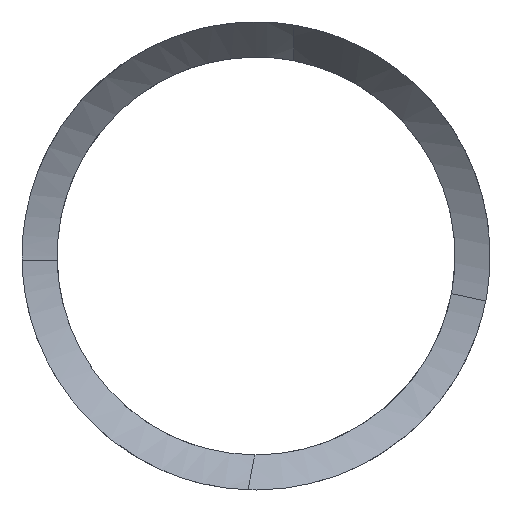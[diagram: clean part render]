
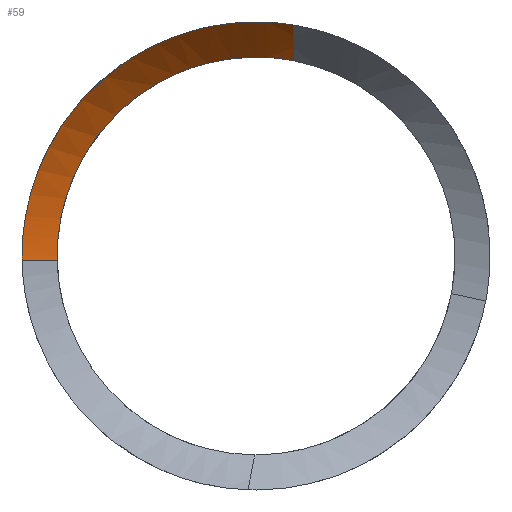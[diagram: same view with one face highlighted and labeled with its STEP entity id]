
A CAD part, front view. The second image highlights one B-rep face of the part: STEP entity #59.
In plain terms, the highlighted face is a extrusion surface.
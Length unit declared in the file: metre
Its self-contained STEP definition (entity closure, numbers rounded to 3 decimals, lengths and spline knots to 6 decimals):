
#59=ADVANCED_FACE('0:58',(#112),#113,.T.);
#112=FACE_OUTER_BOUND('',#161,.T.);
#113=SURFACE_OF_LINEAR_EXTRUSION('',#162,#163);
#161=EDGE_LOOP('',(#290,#291,#292,#293,#294,#295,#296,#297));
#162=CIRCLE('',#298,0.0125);
#163=VECTOR('',#299,1.0);
#290=ORIENTED_EDGE('',*,*,#352,.F.);
#291=ORIENTED_EDGE('',*,*,#351,.F.);
#292=ORIENTED_EDGE('',*,*,#305,.F.);
#293=ORIENTED_EDGE('',*,*,#337,.T.);
#294=ORIENTED_EDGE('',*,*,#349,.T.);
#295=ORIENTED_EDGE('',*,*,#319,.T.);
#296=ORIENTED_EDGE('',*,*,#318,.T.);
#297=ORIENTED_EDGE('',*,*,#355,.F.);
#298=AXIS2_PLACEMENT_3D('',#360,#361,#362);
#299=DIRECTION('',(-1.,0.0,-0.019));
#305=EDGE_CURVE('0:127',#370,#372,#373,.T.);
#318=EDGE_CURVE('0:121',#397,#395,#398,.T.);
#319=EDGE_CURVE('',#383,#397,#399,.T.);
#337=EDGE_CURVE('0:103',#370,#421,#423,.T.);
#349=EDGE_CURVE('0:124',#421,#383,#430,.T.);
#351=EDGE_CURVE('',#372,#432,#433,.T.);
#352=EDGE_CURVE('0:130',#432,#434,#435,.T.);
#355=EDGE_CURVE('0:136',#434,#395,#438,.T.);
#360=CARTESIAN_POINT('',(8.133195,-0.237,0.180446));
#361=DIRECTION('',(0.992,-0.084,-0.097));
#362=DIRECTION('',(0.128,0.646,0.752));
#370=VERTEX_POINT('',#463);
#372=VERTEX_POINT('',#474);
#373=B_SPLINE_CURVE_WITH_KNOTS('',3,(#475,#476,#477,#478,#479,#480,#481,#482,#483,#484,#485,#486,#487,#488,#489,#490,#491,#492,#493),.UNSPECIFIED.,.F.,.F.,(4,3,3,3,3,3,4),(0.0,2.962826,6.079323,10.285042,15.085764,19.047622,21.710537),.UNSPECIFIED.);
#383=VERTEX_POINT('',#542);
#395=VERTEX_POINT('',#613);
#397=VERTEX_POINT('',#633);
#398=CIRCLE('',#634,0.007781);
#399=B_SPLINE_CURVE_WITH_KNOTS('',3,(#635,#636,#637,#638,#639,#640,#641,#642,#643,#644,#645,#646,#647,#648,#649,#650,#651,#652,#653,#654,#655,#656),.UNSPECIFIED.,.F.,.F.,(4,3,3,3,3,3,3,4),(0.0,2.705432,5.579437,9.369955,13.984662,18.859004,23.106943,25.734117),.UNSPECIFIED.);
#421=VERTEX_POINT('',#760);
#423=CIRCLE('',#775,0.0125);
#430=B_SPLINE_CURVE_WITH_KNOTS('',3,(#812,#813,#814,#815,#816,#817,#818,#819,#820,#821,#822,#823,#824,#825,#826,#827,#828,#829,#830,#831,#832,#833),.UNSPECIFIED.,.F.,.F.,(4,3,3,3,3,3,3,4),(0.0,2.705432,5.579437,9.369955,13.984662,18.859004,23.106943,25.734117),.UNSPECIFIED.);
#432=VERTEX_POINT('',#835);
#433=B_SPLINE_CURVE_WITH_KNOTS('',3,(#836,#837,#838,#839,#840,#841,#842,#843,#844,#845,#846,#847,#848,#849,#850,#851,#852,#853,#854),.UNSPECIFIED.,.F.,.F.,(4,3,3,3,3,3,4),(0.0,2.962826,6.079323,10.285042,15.085764,19.047622,21.710537),.UNSPECIFIED.);
#434=VERTEX_POINT('',#855);
#435=CIRCLE('',#856,0.007009);
#438=LINE('',#874,#875);
#463=CARTESIAN_POINT('',(-1.863406,-0.227835,-0.001171));
#474=CARTESIAN_POINT('',(-1.865,-0.228004,-0.00102));
#475=CARTESIAN_POINT('',(-1.863406,-0.227835,-0.001171));
#476=CARTESIAN_POINT('',(-1.864094,-0.227967,-0.00104));
#477=CARTESIAN_POINT('',(-1.864815,-0.228027,-0.000992));
#478=CARTESIAN_POINT('',(-1.86553,-0.227998,-0.001037));
#479=CARTESIAN_POINT('',(-1.866282,-0.227967,-0.001084));
#480=CARTESIAN_POINT('',(-1.867023,-0.227837,-0.001232));
#481=CARTESIAN_POINT('',(-1.867715,-0.227645,-0.001465));
#482=CARTESIAN_POINT('',(-1.868648,-0.227385,-0.00178));
#483=CARTESIAN_POINT('',(-1.869496,-0.227018,-0.002245));
#484=CARTESIAN_POINT('',(-1.870238,-0.226641,-0.002826));
#485=CARTESIAN_POINT('',(-1.871085,-0.226211,-0.003488));
#486=CARTESIAN_POINT('',(-1.8718,-0.225765,-0.004307));
#487=CARTESIAN_POINT('',(-1.872344,-0.225403,-0.005241));
#488=CARTESIAN_POINT('',(-1.872793,-0.225105,-0.006011));
#489=CARTESIAN_POINT('',(-1.873123,-0.224863,-0.006862));
#490=CARTESIAN_POINT('',(-1.873311,-0.224716,-0.007739));
#491=CARTESIAN_POINT('',(-1.873438,-0.224617,-0.008329));
#492=CARTESIAN_POINT('',(-1.8735,-0.224561,-0.008929));
#493=CARTESIAN_POINT('',(-1.8735,-0.224547,-0.00952));
#542=CARTESIAN_POINT('',(-1.865,-0.229714,0.00048));
#613=CARTESIAN_POINT('',(-1.874998,-0.224544,-0.00973));
#633=CARTESIAN_POINT('',(-1.875,-0.224548,-0.00952));
#634=AXIS2_PLACEMENT_3D('',#882,#883,#884);
#635=CARTESIAN_POINT('',(-1.863397,-0.2295,0.000351));
#636=CARTESIAN_POINT('',(-1.864024,-0.229649,0.000453));
#637=CARTESIAN_POINT('',(-1.86468,-0.229728,0.000496));
#638=CARTESIAN_POINT('',(-1.865334,-0.229716,0.000474));
#639=CARTESIAN_POINT('',(-1.866028,-0.229702,0.000451));
#640=CARTESIAN_POINT('',(-1.866716,-0.229585,0.000354));
#641=CARTESIAN_POINT('',(-1.867364,-0.229398,0.000196));
#642=CARTESIAN_POINT('',(-1.86822,-0.229151,-0.000012));
#643=CARTESIAN_POINT('',(-1.869011,-0.22879,-0.000323));
#644=CARTESIAN_POINT('',(-1.869737,-0.228399,-0.000713));
#645=CARTESIAN_POINT('',(-1.87062,-0.227922,-0.001188));
#646=CARTESIAN_POINT('',(-1.87141,-0.227398,-0.001781));
#647=CARTESIAN_POINT('',(-1.872106,-0.226902,-0.002484));
#648=CARTESIAN_POINT('',(-1.87284,-0.226379,-0.003226));
#649=CARTESIAN_POINT('',(-1.873468,-0.225884,-0.004093));
#650=CARTESIAN_POINT('',(-1.87395,-0.225488,-0.00506));
#651=CARTESIAN_POINT('',(-1.87437,-0.225144,-0.005903));
#652=CARTESIAN_POINT('',(-1.874676,-0.224876,-0.006822));
#653=CARTESIAN_POINT('',(-1.874845,-0.224717,-0.007764));
#654=CARTESIAN_POINT('',(-1.874949,-0.224619,-0.008346));
#655=CARTESIAN_POINT('',(-1.875,-0.224562,-0.008937));
#656=CARTESIAN_POINT('',(-1.875,-0.224548,-0.00952));
#760=CARTESIAN_POINT('',(-1.863397,-0.2295,0.000351));
#775=AXIS2_PLACEMENT_3D('',#894,#895,#896);
#812=CARTESIAN_POINT('',(-1.863397,-0.2295,0.000351));
#813=CARTESIAN_POINT('',(-1.864024,-0.229649,0.000453));
#814=CARTESIAN_POINT('',(-1.86468,-0.229728,0.000496));
#815=CARTESIAN_POINT('',(-1.865334,-0.229716,0.000474));
#816=CARTESIAN_POINT('',(-1.866028,-0.229702,0.000451));
#817=CARTESIAN_POINT('',(-1.866716,-0.229585,0.000354));
#818=CARTESIAN_POINT('',(-1.867364,-0.229398,0.000196));
#819=CARTESIAN_POINT('',(-1.86822,-0.229151,-0.000012));
#820=CARTESIAN_POINT('',(-1.869011,-0.22879,-0.000323));
#821=CARTESIAN_POINT('',(-1.869737,-0.228399,-0.000713));
#822=CARTESIAN_POINT('',(-1.87062,-0.227922,-0.001188));
#823=CARTESIAN_POINT('',(-1.87141,-0.227398,-0.001781));
#824=CARTESIAN_POINT('',(-1.872106,-0.226902,-0.002484));
#825=CARTESIAN_POINT('',(-1.87284,-0.226379,-0.003226));
#826=CARTESIAN_POINT('',(-1.873468,-0.225884,-0.004093));
#827=CARTESIAN_POINT('',(-1.87395,-0.225488,-0.00506));
#828=CARTESIAN_POINT('',(-1.87437,-0.225144,-0.005903));
#829=CARTESIAN_POINT('',(-1.874676,-0.224876,-0.006822));
#830=CARTESIAN_POINT('',(-1.874845,-0.224717,-0.007764));
#831=CARTESIAN_POINT('',(-1.874949,-0.224619,-0.008346));
#832=CARTESIAN_POINT('',(-1.875,-0.224562,-0.008937));
#833=CARTESIAN_POINT('',(-1.875,-0.224548,-0.00952));
#835=CARTESIAN_POINT('',(-1.8735,-0.224547,-0.00952));
#836=CARTESIAN_POINT('',(-1.863406,-0.227835,-0.001171));
#837=CARTESIAN_POINT('',(-1.864094,-0.227967,-0.00104));
#838=CARTESIAN_POINT('',(-1.864815,-0.228027,-0.000992));
#839=CARTESIAN_POINT('',(-1.86553,-0.227998,-0.001037));
#840=CARTESIAN_POINT('',(-1.866282,-0.227967,-0.001084));
#841=CARTESIAN_POINT('',(-1.867023,-0.227837,-0.001232));
#842=CARTESIAN_POINT('',(-1.867715,-0.227645,-0.001465));
#843=CARTESIAN_POINT('',(-1.868648,-0.227385,-0.00178));
#844=CARTESIAN_POINT('',(-1.869496,-0.227018,-0.002245));
#845=CARTESIAN_POINT('',(-1.870238,-0.226641,-0.002826));
#846=CARTESIAN_POINT('',(-1.871085,-0.226211,-0.003488));
#847=CARTESIAN_POINT('',(-1.8718,-0.225765,-0.004307));
#848=CARTESIAN_POINT('',(-1.872344,-0.225403,-0.005241));
#849=CARTESIAN_POINT('',(-1.872793,-0.225105,-0.006011));
#850=CARTESIAN_POINT('',(-1.873123,-0.224863,-0.006862));
#851=CARTESIAN_POINT('',(-1.873311,-0.224716,-0.007739));
#852=CARTESIAN_POINT('',(-1.873438,-0.224617,-0.008329));
#853=CARTESIAN_POINT('',(-1.8735,-0.224561,-0.008929));
#854=CARTESIAN_POINT('',(-1.8735,-0.224547,-0.00952));
#855=CARTESIAN_POINT('',(-1.873498,-0.224544,-0.009701));
#856=AXIS2_PLACEMENT_3D('',#900,#901,#902);
#874=CARTESIAN_POINT('',(-1.873947,-0.224544,-0.00971));
#875=VECTOR('',#903,0.001);
#882=CARTESIAN_POINT('',(-1.868946,-0.229435,-0.009643));
#883=DIRECTION('',(-0.628,-0.778,-0.02));
#884=DIRECTION('',(-0.778,0.628,0.016));
#894=CARTESIAN_POINT('',(-1.865,-0.237,-0.00952));
#895=DIRECTION('',(0.992,-0.084,-0.097));
#896=DIRECTION('',(0.128,0.733,0.668));
#900=CARTESIAN_POINT('',(-1.867721,-0.228512,-0.009611));
#901=DIRECTION('',(-0.566,-0.824,-0.019));
#902=DIRECTION('',(-0.824,0.566,0.013));
#903=DIRECTION('',(-1.,0.0,-0.019));
